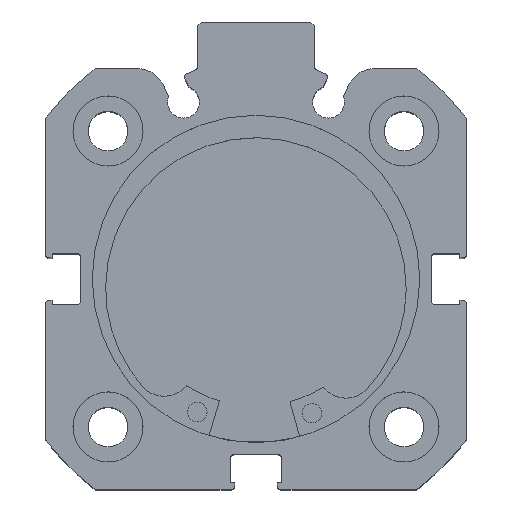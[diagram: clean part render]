
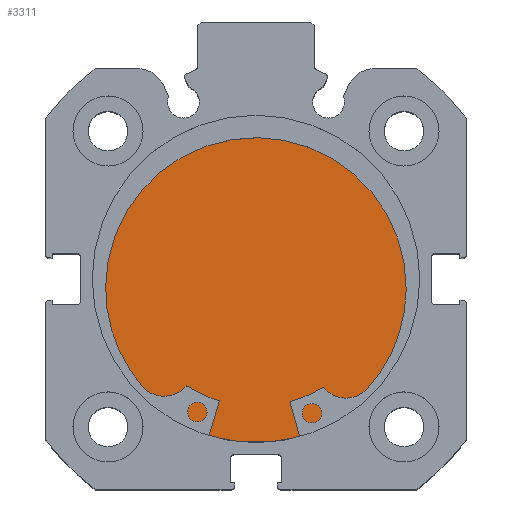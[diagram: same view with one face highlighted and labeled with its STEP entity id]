
A CAD part, top view. The second image highlights one B-rep face of the part: STEP entity #3311.
In plain terms, the highlighted face is planar.
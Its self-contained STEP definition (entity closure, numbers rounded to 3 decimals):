
#508 = EDGE_LOOP ( 'NONE', ( #1160, #1159 ) ) ;
#1159 = ORIENTED_EDGE ( 'NONE', *, *, #6359, .F. ) ;
#1160 = ORIENTED_EDGE ( 'NONE', *, *, #6386, .F. ) ;
#1614 = AXIS2_PLACEMENT_3D ( 'NONE', #5476, #5479, #5480 ) ;
#1688 = AXIS2_PLACEMENT_3D ( 'NONE', #5987, #5989, #5990 ) ;
#1702 = AXIS2_PLACEMENT_3D ( 'NONE', #6053, #6056, #6057 ) ;
#2217 = FACE_OUTER_BOUND ( 'NONE', #508, .T. ) ;
#2366 = CIRCLE ( 'NONE', #1688, 21. ) ;
#2406 = CIRCLE ( 'NONE', #1702, 21. ) ;
#3311 = ADVANCED_FACE ( 'NONE', ( #2217 ), #5477, .F. ) ;
#5476 = CARTESIAN_POINT ( 'NONE',  ( 8.5, 21., 0. ) ) ;
#5477 = PLANE ( 'NONE',  #1614 ) ;
#5479 = DIRECTION ( 'NONE',  ( -1., 0., 0. ) ) ;
#5480 = DIRECTION ( 'NONE',  ( 0., 0., 1. ) ) ;
#5853 = CARTESIAN_POINT ( 'NONE',  ( 8.5, 0., -21. ) ) ;
#5870 = CARTESIAN_POINT ( 'NONE',  ( 8.5, 0., 21. ) ) ;
#5987 = CARTESIAN_POINT ( 'NONE',  ( 8.5, 0., 0. ) ) ;
#5989 = DIRECTION ( 'NONE',  ( -1., 0., 0. ) ) ;
#5990 = DIRECTION ( 'NONE',  ( 0., 0., 1. ) ) ;
#6053 = CARTESIAN_POINT ( 'NONE',  ( 8.5, 0., 0. ) ) ;
#6056 = DIRECTION ( 'NONE',  ( -1., 0., 0. ) ) ;
#6057 = DIRECTION ( 'NONE',  ( 0., 0., 1. ) ) ;
#6256 = VERTEX_POINT ( 'NONE', #5853 ) ;
#6257 = VERTEX_POINT ( 'NONE', #5870 ) ;
#6359 = EDGE_CURVE ( 'NONE', #6256, #6257, #2366, .T. ) ;
#6386 = EDGE_CURVE ( 'NONE', #6257, #6256, #2406, .T. ) ;
